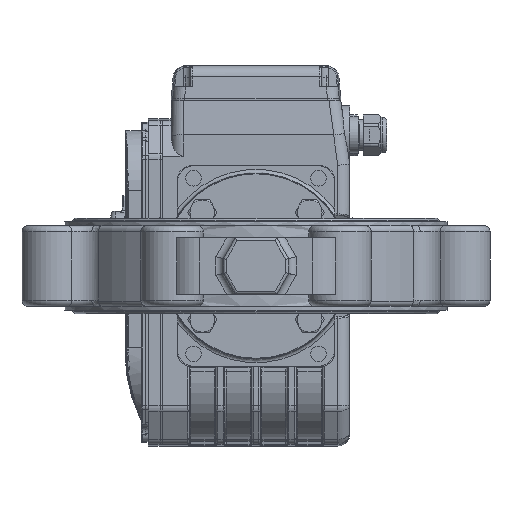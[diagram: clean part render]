
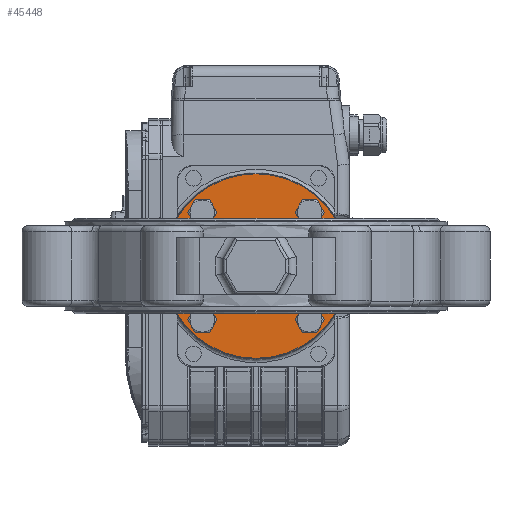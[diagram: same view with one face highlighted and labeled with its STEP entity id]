
A CAD part, front view. The second image highlights one B-rep face of the part: STEP entity #45448.
In plain terms, the highlighted planar face has unit normal (0, -1, 0).
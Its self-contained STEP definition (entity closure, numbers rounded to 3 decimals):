
#2273=CIRCLE('',#48369,62.);
#2274=CIRCLE('',#48370,6.);
#2275=CIRCLE('',#48371,6.);
#2276=CIRCLE('',#48372,6.);
#2277=CIRCLE('',#48373,6.);
#4463=LINE('',#66693,#7623);
#4464=LINE('',#66696,#7624);
#4465=LINE('',#66698,#7625);
#4466=LINE('',#66700,#7626);
#4467=LINE('',#66702,#7627);
#4468=LINE('',#66704,#7628);
#4469=LINE('',#66706,#7629);
#4470=LINE('',#66708,#7630);
#7623=VECTOR('',#53430,1000.);
#7624=VECTOR('',#53431,1000.);
#7625=VECTOR('',#53432,1000.);
#7626=VECTOR('',#53433,1000.);
#7627=VECTOR('',#53434,1000.);
#7628=VECTOR('',#53435,1000.);
#7629=VECTOR('',#53436,1000.);
#7630=VECTOR('',#53437,1000.);
#11093=ORIENTED_EDGE('',*,*,#23794,.T.);
#11094=ORIENTED_EDGE('',*,*,#23795,.T.);
#11095=ORIENTED_EDGE('',*,*,#23796,.T.);
#11096=ORIENTED_EDGE('',*,*,#23797,.T.);
#11097=ORIENTED_EDGE('',*,*,#23798,.T.);
#11098=ORIENTED_EDGE('',*,*,#23799,.T.);
#11099=ORIENTED_EDGE('',*,*,#23800,.T.);
#11100=ORIENTED_EDGE('',*,*,#23801,.T.);
#11101=ORIENTED_EDGE('',*,*,#23802,.T.);
#11102=ORIENTED_EDGE('',*,*,#23803,.T.);
#11103=ORIENTED_EDGE('',*,*,#23804,.T.);
#11104=ORIENTED_EDGE('',*,*,#23805,.T.);
#11105=ORIENTED_EDGE('',*,*,#23806,.T.);
#23794=EDGE_CURVE('',#30124,#30124,#2273,.F.);
#23795=EDGE_CURVE('',#30125,#30125,#2274,.T.);
#23796=EDGE_CURVE('',#30126,#30126,#2275,.T.);
#23797=EDGE_CURVE('',#30127,#30127,#2276,.T.);
#23798=EDGE_CURVE('',#30128,#30128,#2277,.T.);
#23799=EDGE_CURVE('',#30129,#30130,#4463,.F.);
#23800=EDGE_CURVE('',#30130,#30131,#4464,.F.);
#23801=EDGE_CURVE('',#30131,#30132,#4465,.F.);
#23802=EDGE_CURVE('',#30132,#30133,#4466,.F.);
#23803=EDGE_CURVE('',#30133,#30134,#4467,.T.);
#23804=EDGE_CURVE('',#30134,#30135,#4468,.F.);
#23805=EDGE_CURVE('',#30135,#30136,#4469,.F.);
#23806=EDGE_CURVE('',#30136,#30129,#4470,.F.);
#30124=VERTEX_POINT('',#66684);
#30125=VERTEX_POINT('',#66686);
#30126=VERTEX_POINT('',#66688);
#30127=VERTEX_POINT('',#66690);
#30128=VERTEX_POINT('',#66692);
#30129=VERTEX_POINT('',#66694);
#30130=VERTEX_POINT('',#66695);
#30131=VERTEX_POINT('',#66697);
#30132=VERTEX_POINT('',#66699);
#30133=VERTEX_POINT('',#66701);
#30134=VERTEX_POINT('',#66703);
#30135=VERTEX_POINT('',#66705);
#30136=VERTEX_POINT('',#66707);
#34968=EDGE_LOOP('',(#11093));
#34969=EDGE_LOOP('',(#11094));
#34970=EDGE_LOOP('',(#11095));
#34971=EDGE_LOOP('',(#11096));
#34972=EDGE_LOOP('',(#11097));
#34973=EDGE_LOOP('',(#11098,#11099,#11100,#11101,#11102,#11103,#11104,#11105));
#38124=FACE_BOUND('',#34968,.T.);
#38125=FACE_BOUND('',#34969,.T.);
#38126=FACE_BOUND('',#34970,.T.);
#38127=FACE_BOUND('',#34971,.T.);
#38128=FACE_BOUND('',#34972,.T.);
#38129=FACE_BOUND('',#34973,.T.);
#41241=PLANE('',#48368);
#45448=ADVANCED_FACE('',(#38124,#38125,#38126,#38127,#38128,#38129),#41241,
 .F.);
#48368=AXIS2_PLACEMENT_3D('',#66682,#53418,#53419);
#48369=AXIS2_PLACEMENT_3D('',#66683,#53420,#53421);
#48370=AXIS2_PLACEMENT_3D('',#66685,#53422,#53423);
#48371=AXIS2_PLACEMENT_3D('',#66687,#53424,#53425);
#48372=AXIS2_PLACEMENT_3D('',#66689,#53426,#53427);
#48373=AXIS2_PLACEMENT_3D('',#66691,#53428,#53429);
#53418=DIRECTION('',(0.,1.,0.));
#53419=DIRECTION('',(0.,0.,1.));
#53420=DIRECTION('',(0.,1.,0.));
#53421=DIRECTION('',(0.,0.,1.));
#53422=DIRECTION('',(0.,1.,0.));
#53423=DIRECTION('',(0.,0.,1.));
#53424=DIRECTION('',(0.,1.,0.));
#53425=DIRECTION('',(0.,0.,1.));
#53426=DIRECTION('',(0.,1.,0.));
#53427=DIRECTION('',(0.,0.,1.));
#53428=DIRECTION('',(0.,1.,0.));
#53429=DIRECTION('',(0.,0.,1.));
#53430=DIRECTION('',(-1.,0.,0.));
#53431=DIRECTION('',(-0.5,0.,0.866));
#53432=DIRECTION('',(0.,0.,1.));
#53433=DIRECTION('',(0.5,0.,0.866));
#53434=DIRECTION('',(-1.,0.,0.));
#53435=DIRECTION('',(0.5,0.,-0.866));
#53436=DIRECTION('',(0.,0.,-1.));
#53437=DIRECTION('',(-0.5,0.,-0.866));
#66682=CARTESIAN_POINT('',(0.,230.,0.));
#66683=CARTESIAN_POINT('',(0.,230.,0.));
#66684=CARTESIAN_POINT('',(0.,230.,62.));
#66685=CARTESIAN_POINT('',(36.062,230.,-36.062));
#66686=CARTESIAN_POINT('',(36.062,230.,-30.062));
#66687=CARTESIAN_POINT('',(36.062,230.,36.062));
#66688=CARTESIAN_POINT('',(36.062,230.,42.062));
#66689=CARTESIAN_POINT('',(-36.062,230.,36.062));
#66690=CARTESIAN_POINT('',(-36.062,230.,42.062));
#66691=CARTESIAN_POINT('',(-36.062,230.,-36.062));
#66692=CARTESIAN_POINT('',(-36.062,230.,-30.062));
#66693=CARTESIAN_POINT('',(0.,230.,24.));
#66694=CARTESIAN_POINT('',(-16.804,230.,24.));
#66695=CARTESIAN_POINT('',(16.804,230.,24.));
#66696=CARTESIAN_POINT('',(22.995,230.,13.276));
#66697=CARTESIAN_POINT('',(27.,230.,6.34));
#66698=CARTESIAN_POINT('',(27.,230.,0.));
#66699=CARTESIAN_POINT('',(27.,230.,-6.34));
#66700=CARTESIAN_POINT('',(22.995,230.,-13.276));
#66701=CARTESIAN_POINT('',(16.804,230.,-24.));
#66702=CARTESIAN_POINT('',(-13.917,230.,-24.));
#66703=CARTESIAN_POINT('',(-16.804,230.,-24.));
#66704=CARTESIAN_POINT('',(-22.995,230.,-13.276));
#66705=CARTESIAN_POINT('',(-27.,230.,-6.34));
#66706=CARTESIAN_POINT('',(-27.,230.,0.));
#66707=CARTESIAN_POINT('',(-27.,230.,6.34));
#66708=CARTESIAN_POINT('',(-22.995,230.,13.276));
